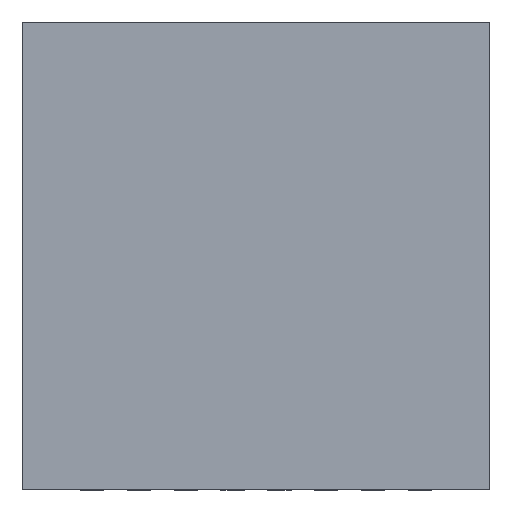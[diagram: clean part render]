
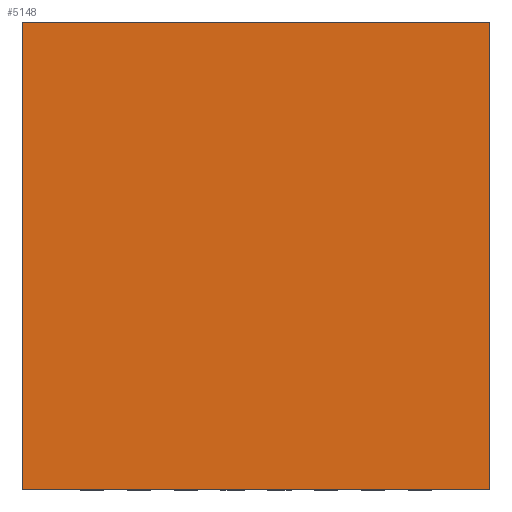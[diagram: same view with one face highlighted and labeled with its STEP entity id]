
A CAD part, top view. The second image highlights one B-rep face of the part: STEP entity #5148.
In plain terms, the highlighted face is planar.
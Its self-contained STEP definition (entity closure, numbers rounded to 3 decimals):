
#2173=DIRECTION('',(0.,0.,1.));
#2174=VECTOR('',#2173,5.);
#2175=CARTESIAN_POINT('',(-2.5,0.575,-2.5));
#2176=LINE('',#2175,#2174);
#2180=DIRECTION('',(-1.,0.,0.));
#2181=VECTOR('',#2180,5.);
#2182=CARTESIAN_POINT('',(2.5,0.575,-2.5));
#2183=LINE('',#2182,#2181);
#2187=DIRECTION('',(0.,0.,-1.));
#2188=VECTOR('',#2187,5.);
#2189=CARTESIAN_POINT('',(2.5,0.575,2.5));
#2190=LINE('',#2189,#2188);
#2194=DIRECTION('',(1.,0.,0.));
#2195=VECTOR('',#2194,5.);
#2196=CARTESIAN_POINT('',(-2.5,0.575,2.5));
#2197=LINE('',#2196,#2195);
#3055=CARTESIAN_POINT('',(-2.5,0.575,-2.5));
#3056=CARTESIAN_POINT('',(-2.5,0.575,2.5));
#3057=VERTEX_POINT('',#3055);
#3058=VERTEX_POINT('',#3056);
#3059=CARTESIAN_POINT('',(2.5,0.575,2.5));
#3060=VERTEX_POINT('',#3059);
#3061=CARTESIAN_POINT('',(2.5,0.575,-2.5));
#3062=VERTEX_POINT('',#3061);
#5137=CARTESIAN_POINT('',(0.,0.575,0.));
#5138=DIRECTION('',(0.,1.,0.));
#5139=DIRECTION('',(1.,0.,0.));
#5140=AXIS2_PLACEMENT_3D('',#5137,#5138,#5139);
#5141=PLANE('',#5140);
#5142=ORIENTED_EDGE('',*,*,#3964,.F.);
#5143=ORIENTED_EDGE('',*,*,#4459,.F.);
#5144=ORIENTED_EDGE('',*,*,#4906,.F.);
#5145=ORIENTED_EDGE('',*,*,#5026,.F.);
#5146=EDGE_LOOP('',(#5142,#5143,#5144,#5145));
#5147=FACE_OUTER_BOUND('',#5146,.F.);
#3964=EDGE_CURVE('',#3057,#3058,#2176,.T.);
#4459=EDGE_CURVE('',#3062,#3057,#2183,.T.);
#4906=EDGE_CURVE('',#3060,#3062,#2190,.T.);
#5026=EDGE_CURVE('',#3058,#3060,#2197,.T.);
#5148=ADVANCED_FACE('',(#5147),#5141,.T.);
